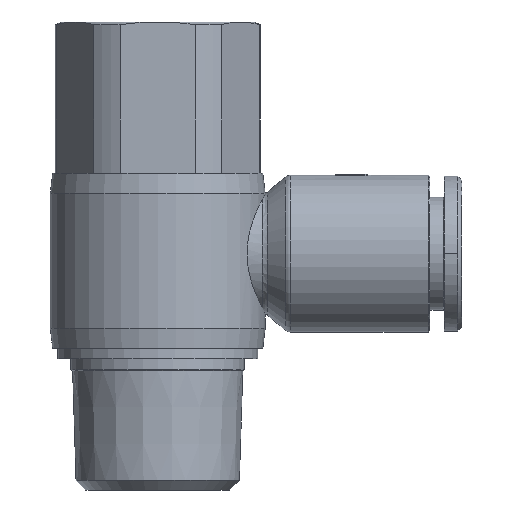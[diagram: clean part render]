
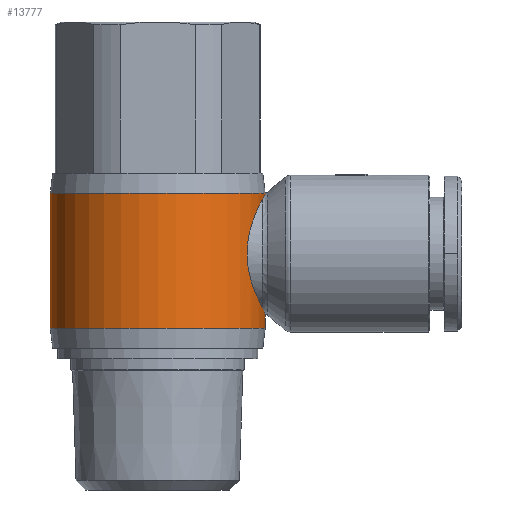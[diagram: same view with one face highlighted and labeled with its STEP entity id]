
A CAD part, front view. The second image highlights one B-rep face of the part: STEP entity #13777.
In plain terms, the highlighted cylindrical face has radius 13.5 mm (diameter 27 mm), a partial arc.
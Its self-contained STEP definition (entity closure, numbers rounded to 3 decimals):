
#361=CARTESIAN_POINT('',(-0.2,0.,7.569));
#362=VERTEX_POINT('',#361);
#371=CARTESIAN_POINT('',(-0.2,0.,-7.569));
#372=VERTEX_POINT('',#371);
#425=CARTESIAN_POINT('',(-0.2,0.,7.6));
#426=VERTEX_POINT('',#425);
#435=CARTESIAN_POINT('',(26.8,0.,7.6));
#436=VERTEX_POINT('',#435);
#469=CARTESIAN_POINT('',(-0.2,0.,-9.4));
#470=VERTEX_POINT('',#469);
#486=CARTESIAN_POINT('',(26.8,0.,-9.4));
#487=VERTEX_POINT('',#486);
#509=CARTESIAN_POINT('',(-0.2,0.,-9.4));
#510=DIRECTION('',(0.0,0.0,1.0));
#511=VECTOR('',#510,1.831);
#512=LINE('',#509,#511);
#513=EDGE_CURVE('',#470,#372,#512,.T.);
#516=CARTESIAN_POINT('',(26.8,0.,7.6));
#517=DIRECTION('',(0.0,0.0,-1.0));
#518=VECTOR('',#517,17.0);
#519=LINE('',#516,#518);
#520=EDGE_CURVE('',#436,#487,#519,.T.);
#523=CARTESIAN_POINT('',(-0.2,0.,7.569));
#524=DIRECTION('',(0.0,0.,1.0));
#525=VECTOR('',#524,0.031);
#526=LINE('',#523,#525);
#527=EDGE_CURVE('',#362,#426,#526,.T.);
#13693=CARTESIAN_POINT('',(13.3,0.,-0.9));
#13694=DIRECTION('',(0.,0.,1.0));
#13695=DIRECTION('',(-1.0,0.0,0.0));
#13696=AXIS2_PLACEMENT_3D('',#13693,#13694,#13695);
#13697=CYLINDRICAL_SURFACE('',#13696,13.5);
#13698=ORIENTED_EDGE('',*,*,#513,.T.);
#13699=CARTESIAN_POINT('',(0.164,3.114,-6.823));
#13700=VERTEX_POINT('',#13699);
#13701=CARTESIAN_POINT('',(0.164,3.114,-6.823));
#13702=CARTESIAN_POINT('',(0.052,2.642,-7.038));
#13703=CARTESIAN_POINT('',(-0.037,2.155,-7.222));
#13704=CARTESIAN_POINT('',(-0.137,1.343,-7.432));
#13705=CARTESIAN_POINT('',(-0.164,1.035,-7.491));
#13706=CARTESIAN_POINT('',(-0.189,0.57,-7.544));
#13707=CARTESIAN_POINT('',(-0.194,0.418,-7.556));
#13708=CARTESIAN_POINT('',(-0.199,0.177,-7.567));
#13709=CARTESIAN_POINT('',(-0.2,0.088,-7.569));
#13710=CARTESIAN_POINT('',(-0.2,0.,-7.569));
#13711=B_SPLINE_CURVE_WITH_KNOTS('',3,(#13701,#13702,#13703,#13704,#13705,#13706,#13707,#13708,#13709,#13710),.UNSPECIFIED.,.F.,.U.,(4,2,2,2,4),(-6.55,-4.956,-4.004,-3.544,-3.277),.UNSPECIFIED.);
#13712=EDGE_CURVE('',#13700,#372,#13711,.T.);
#13713=ORIENTED_EDGE('',*,*,#13712,.F.);
#13714=CARTESIAN_POINT('',(0.164,3.114,6.823));
#13715=VERTEX_POINT('',#13714);
#13716=CARTESIAN_POINT('',(0.164,3.114,6.823));
#13717=CARTESIAN_POINT('',(0.255,3.497,6.648));
#13718=CARTESIAN_POINT('',(0.359,3.862,6.442));
#13719=CARTESIAN_POINT('',(0.604,4.608,5.938));
#13720=CARTESIAN_POINT('',(0.746,4.977,5.63));
#13721=CARTESIAN_POINT('',(1.025,5.631,4.975));
#13722=CARTESIAN_POINT('',(1.173,5.94,4.605));
#13723=CARTESIAN_POINT('',(1.456,6.486,3.797));
#13724=CARTESIAN_POINT('',(1.591,6.724,3.36));
#13725=CARTESIAN_POINT('',(1.821,7.109,2.441));
#13726=CARTESIAN_POINT('',(1.916,7.257,1.958));
#13727=CARTESIAN_POINT('',(2.043,7.452,0.98));
#13728=CARTESIAN_POINT('',(2.075,7.5,0.484));
#13729=CARTESIAN_POINT('',(2.075,7.5,0.));
#13730=CARTESIAN_POINT('',(2.075,7.5,-0.484));
#13731=CARTESIAN_POINT('',(2.043,7.452,-0.98));
#13732=CARTESIAN_POINT('',(1.916,7.257,-1.958));
#13733=CARTESIAN_POINT('',(1.821,7.109,-2.441));
#13734=CARTESIAN_POINT('',(1.591,6.724,-3.36));
#13735=CARTESIAN_POINT('',(1.456,6.486,-3.797));
#13736=CARTESIAN_POINT('',(1.173,5.94,-4.605));
#13737=CARTESIAN_POINT('',(1.025,5.631,-4.975));
#13738=CARTESIAN_POINT('',(0.746,4.977,-5.63));
#13739=CARTESIAN_POINT('',(0.604,4.608,-5.938));
#13740=CARTESIAN_POINT('',(0.359,3.862,-6.442));
#13741=CARTESIAN_POINT('',(0.255,3.497,-6.648));
#13742=CARTESIAN_POINT('',(0.164,3.114,-6.823));
#13743=B_SPLINE_CURVE_WITH_KNOTS('',3,(#13716,#13717,#13718,#13719,#13720,#13721,#13722,#13723,#13724,#13725,#13726,#13727,#13728,#13729,#13730,#13731,#13732,#13733,#13734,#13735,#13736,#13737,#13738,#13739,#13740,#13741,#13742),.UNSPECIFIED.,.F.,.U.,(4,2,2,2,2,2,3,2,2,2,2,2,4),(-8.478,-7.258,-5.811,-4.358,-2.906,-1.453,0.0,1.453,2.906,4.358,5.811,7.258,8.478),.UNSPECIFIED.);
#13744=EDGE_CURVE('',#13715,#13700,#13743,.T.);
#13745=ORIENTED_EDGE('',*,*,#13744,.F.);
#13746=CARTESIAN_POINT('',(-0.2,0.,7.569));
#13747=CARTESIAN_POINT('',(-0.2,0.025,7.569));
#13748=CARTESIAN_POINT('',(-0.2,0.051,7.568));
#13749=CARTESIAN_POINT('',(-0.199,0.2,7.567));
#13750=CARTESIAN_POINT('',(-0.197,0.324,7.561));
#13751=CARTESIAN_POINT('',(-0.186,0.653,7.538));
#13752=CARTESIAN_POINT('',(-0.174,0.857,7.513));
#13753=CARTESIAN_POINT('',(-0.102,1.779,7.357));
#13754=CARTESIAN_POINT('',(0.009,2.46,7.122));
#13755=CARTESIAN_POINT('',(0.164,3.114,6.823));
#13756=B_SPLINE_CURVE_WITH_KNOTS('',3,(#13746,#13747,#13748,#13749,#13750,#13751,#13752,#13753,#13754,#13755),.UNSPECIFIED.,.F.,.U.,(4,2,2,2,4),(-3.277,-3.201,-2.828,-2.207,0.0),.UNSPECIFIED.);
#13757=EDGE_CURVE('',#362,#13715,#13756,.T.);
#13758=ORIENTED_EDGE('',*,*,#13757,.F.);
#13759=ORIENTED_EDGE('',*,*,#527,.T.);
#13760=CARTESIAN_POINT('',(13.3,0.,7.6));
#13761=DIRECTION('',(0.0,0.0,1.0));
#13762=DIRECTION('',(-1.0,0.0,0.0));
#13763=AXIS2_PLACEMENT_3D('',#13760,#13761,#13762);
#13764=CIRCLE('',#13763,13.5);
#13765=EDGE_CURVE('',#436,#426,#13764,.T.);
#13766=ORIENTED_EDGE('',*,*,#13765,.F.);
#13767=ORIENTED_EDGE('',*,*,#520,.T.);
#13768=CARTESIAN_POINT('',(13.3,0.,-9.4));
#13769=DIRECTION('',(0.0,0.0,1.0));
#13770=DIRECTION('',(-1.0,0.0,0.0));
#13771=AXIS2_PLACEMENT_3D('',#13768,#13769,#13770);
#13772=CIRCLE('',#13771,13.5);
#13773=EDGE_CURVE('',#487,#470,#13772,.T.);
#13774=ORIENTED_EDGE('',*,*,#13773,.T.);
#13775=EDGE_LOOP('',(#13698,#13713,#13745,#13758,#13759,#13766,#13767,#13774));
#13776=FACE_OUTER_BOUND('',#13775,.T.);
#13777=ADVANCED_FACE('',(#13776),#13697,.T.);
